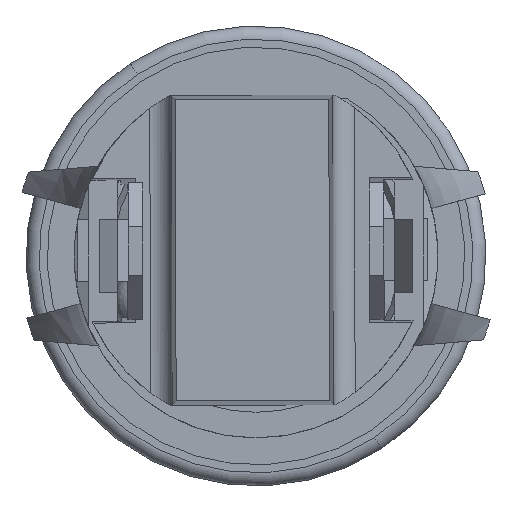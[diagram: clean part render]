
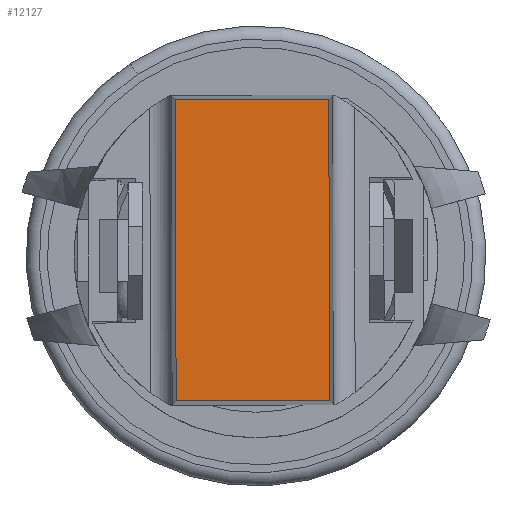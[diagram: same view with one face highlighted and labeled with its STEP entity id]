
A CAD part, front view. The second image highlights one B-rep face of the part: STEP entity #12127.
In plain terms, the highlighted planar face has unit normal (0, -1, 0.001).
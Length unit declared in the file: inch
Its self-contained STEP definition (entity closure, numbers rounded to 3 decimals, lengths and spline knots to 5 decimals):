
#208 = VECTOR ( 'NONE', #4691, 39.37008 ) ;
#230 = VERTEX_POINT ( 'NONE', #2943 ) ;
#543 = DIRECTION ( 'NONE',  ( -1., 0., 0. ) ) ;
#858 = FACE_OUTER_BOUND ( 'NONE', #6416, .T. ) ;
#909 = VECTOR ( 'NONE', #7624, 39.37008 ) ;
#1156 = EDGE_CURVE ( 'NONE', #12488, #230, #10326, .T. ) ;
#1280 = VECTOR ( 'NONE', #11193, 39.37008 ) ;
#1287 = EDGE_CURVE ( 'NONE', #1841, #11069, #2208, .T. ) ;
#1589 = ORIENTED_EDGE ( 'NONE', *, *, #9481, .T. ) ;
#1841 = VERTEX_POINT ( 'NONE', #5749 ) ;
#2208 = LINE ( 'NONE', #10204, #1280 ) ;
#2508 = PLANE ( 'NONE',  #7253 ) ;
#2553 = DIRECTION ( 'NONE',  ( 0., 0., 1. ) ) ;
#2943 = CARTESIAN_POINT ( 'NONE',  ( 0.20612, -0.337, -0.10512 ) ) ;
#3184 = ORIENTED_EDGE ( 'NONE', *, *, #1287, .T. ) ;
#3222 = ORIENTED_EDGE ( 'NONE', *, *, #9136, .F. ) ;
#3287 = CARTESIAN_POINT ( 'NONE',  ( 0.20612, -0.337, 0.10512 ) ) ;
#3974 = VECTOR ( 'NONE', #543, 39.37008 ) ;
#4293 = CARTESIAN_POINT ( 'NONE',  ( -0.20612, -0.337, -0.10512 ) ) ;
#4691 = DIRECTION ( 'NONE',  ( 0., 0., -1. ) ) ;
#5457 = CARTESIAN_POINT ( 'NONE',  ( 0.212, -0.337, 0.111 ) ) ;
#5749 = CARTESIAN_POINT ( 'NONE',  ( -0.20612, -0.337, 0.10512 ) ) ;
#6416 = EDGE_LOOP ( 'NONE', ( #3184, #3222, #7842, #1589 ) ) ;
#7253 = AXIS2_PLACEMENT_3D ( 'NONE', #5457, #8363, #2553 ) ;
#7624 = DIRECTION ( 'NONE',  ( -1., 0., 0. ) ) ;
#7842 = ORIENTED_EDGE ( 'NONE', *, *, #1156, .F. ) ;
#8363 = DIRECTION ( 'NONE',  ( 0., 1., 0. ) ) ;
#9136 = EDGE_CURVE ( 'NONE', #230, #11069, #11787, .T. ) ;
#9481 = EDGE_CURVE ( 'NONE', #12488, #1841, #11312, .T. ) ;
#10204 = CARTESIAN_POINT ( 'NONE',  ( -0.20612, -0.337, 0.111 ) ) ;
#10326 = LINE ( 'NONE', #10552, #208 ) ;
#10552 = CARTESIAN_POINT ( 'NONE',  ( 0.20612, -0.337, 0.111 ) ) ;
#10566 = CARTESIAN_POINT ( 'NONE',  ( 0.212, -0.337, 0.10512 ) ) ;
#11069 = VERTEX_POINT ( 'NONE', #4293 ) ;
#11193 = DIRECTION ( 'NONE',  ( 0., 0., -1. ) ) ;
#11194 = CARTESIAN_POINT ( 'NONE',  ( 0.212, -0.337, -0.10512 ) ) ;
#11312 = LINE ( 'NONE', #10566, #909 ) ;
#11787 = LINE ( 'NONE', #11194, #3974 ) ;
#12127 = ADVANCED_FACE ( 'NONE', ( #858 ), #2508, .F. ) ;
#12488 = VERTEX_POINT ( 'NONE', #3287 ) ;
